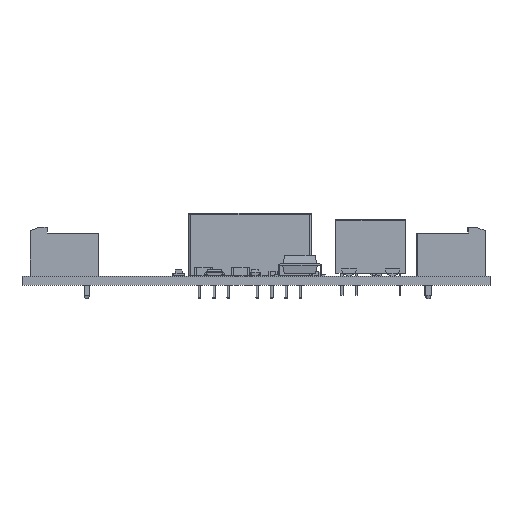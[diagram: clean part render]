
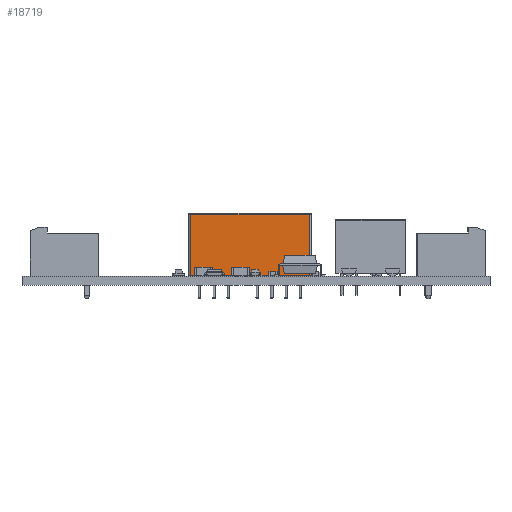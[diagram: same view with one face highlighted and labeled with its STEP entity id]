
A CAD part, front view. The second image highlights one B-rep face of the part: STEP entity #18719.
In plain terms, the highlighted planar face has unit normal (0, -1, 0).
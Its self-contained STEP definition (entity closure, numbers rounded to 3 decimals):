
#18484 = VERTEX_POINT('',#18485);
#18485 = CARTESIAN_POINT('',(19.34,-6.,0.1));
#18492 = EDGE_CURVE('',#18484,#18493,#18495,.T.);
#18493 = VERTEX_POINT('',#18494);
#18494 = CARTESIAN_POINT('',(-1.54,-6.,0.1));
#18495 = LINE('',#18496,#18497);
#18496 = CARTESIAN_POINT('',(19.8,-6.,0.1));
#18497 = VECTOR('',#18498,1.);
#18498 = DIRECTION('',(-1.,0.,0.));
#18674 = EDGE_CURVE('',#18484,#18675,#18677,.T.);
#18675 = VERTEX_POINT('',#18676);
#18676 = CARTESIAN_POINT('',(19.34,-6.,10.87));
#18677 = LINE('',#18678,#18679);
#18678 = CARTESIAN_POINT('',(19.34,-6.,0.1));
#18679 = VECTOR('',#18680,1.);
#18680 = DIRECTION('',(0.,0.,1.));
#18719 = ADVANCED_FACE('',(#18720),#18738,.T.);
#18720 = FACE_BOUND('',#18721,.T.);
#18721 = EDGE_LOOP('',(#18722,#18723,#18731,#18737));
#18722 = ORIENTED_EDGE('',*,*,#18674,.T.);
#18723 = ORIENTED_EDGE('',*,*,#18724,.T.);
#18724 = EDGE_CURVE('',#18675,#18725,#18727,.T.);
#18725 = VERTEX_POINT('',#18726);
#18726 = CARTESIAN_POINT('',(-1.54,-6.,10.87));
#18727 = LINE('',#18728,#18729);
#18728 = CARTESIAN_POINT('',(19.34,-6.,10.87));
#18729 = VECTOR('',#18730,1.);
#18730 = DIRECTION('',(-1.,0.,0.));
#18731 = ORIENTED_EDGE('',*,*,#18732,.F.);
#18732 = EDGE_CURVE('',#18493,#18725,#18733,.T.);
#18733 = LINE('',#18734,#18735);
#18734 = CARTESIAN_POINT('',(-1.54,-6.,0.1));
#18735 = VECTOR('',#18736,1.);
#18736 = DIRECTION('',(0.,0.,1.));
#18737 = ORIENTED_EDGE('',*,*,#18492,.F.);
#18738 = PLANE('',#18739);
#18739 = AXIS2_PLACEMENT_3D('',#18740,#18741,#18742);
#18740 = CARTESIAN_POINT('',(19.8,-6.,0.1));
#18741 = DIRECTION('',(0.,-1.,0.));
#18742 = DIRECTION('',(-1.,0.,0.));
